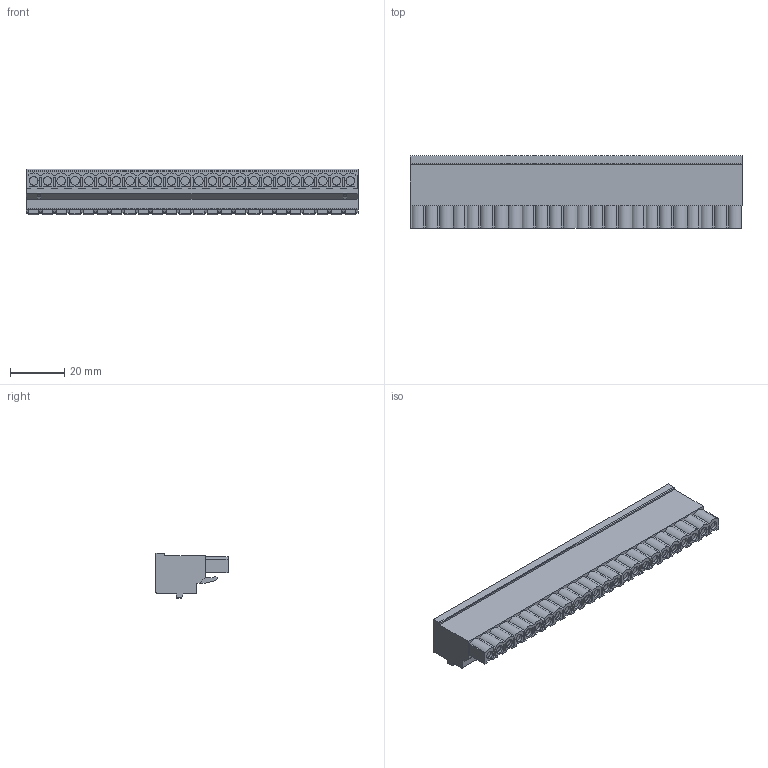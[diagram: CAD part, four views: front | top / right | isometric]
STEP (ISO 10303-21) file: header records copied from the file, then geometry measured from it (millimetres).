
FILE_DESCRIPTION((''),'2;1');
FILE_NAME('3333','2024-09-27T11:07:17',('tluser'),(''),'CREO PARAMETRIC BY PTC INC, 2018100','CREO PARAMETRIC BY PTC INC, 2018100','');
FILE_SCHEMA(('CONFIG_CONTROL_DESIGN'));
Length unit declared in the file: millimetre
Products named in the file (1): 3333
Bounding box: 122.54 x 26.6 x 16.71 mm (x, y, z)
Volume: 33867.7 mm3; surface area: 13458.8 mm2
Topology: 1 solids, 1 shells, 1336 faces, 3435 edges, 2290 vertices
Faces by surface type: plane 909, cylinder 427
Entity records: 40591 total; most frequent: CARTESIAN_POINT 7061, DIRECTION 6961, ORIENTED_EDGE 6870, EDGE_CURVE 3435, VECTOR 2581, LINE 2581, VERTEX_POINT 2290, AXIS2_PLACEMENT_3D 2190
